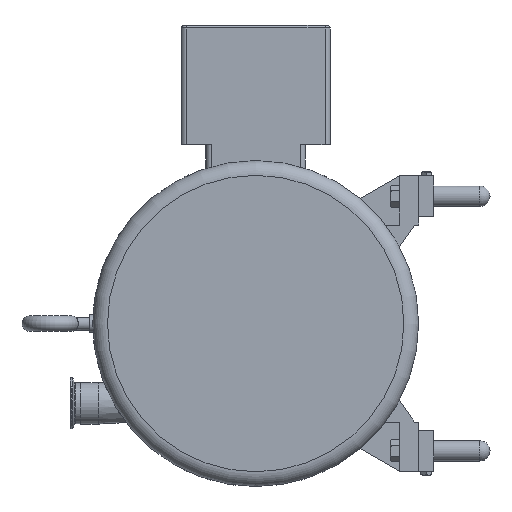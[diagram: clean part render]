
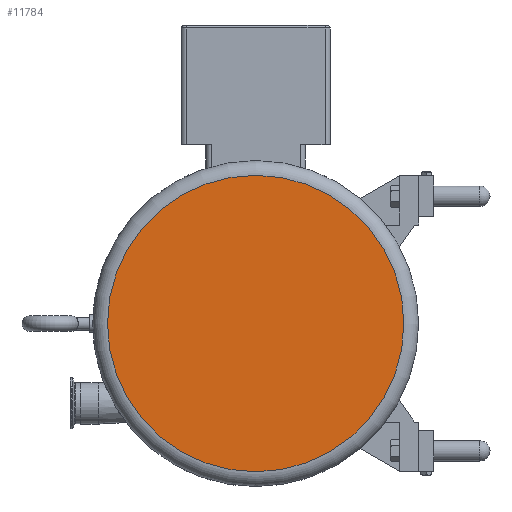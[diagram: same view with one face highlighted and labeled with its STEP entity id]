
A CAD part, left-side view. The second image highlights one B-rep face of the part: STEP entity #11784.
In plain terms, the highlighted planar face has unit normal (-1, 0, 0).
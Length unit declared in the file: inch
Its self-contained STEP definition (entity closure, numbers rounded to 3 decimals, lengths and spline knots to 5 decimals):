
#2143=PLANE('',#12713);
#2679=FACE_OUTER_BOUND('',#3354,.T.);
#3354=EDGE_LOOP('',(#9311,#9312));
#3898=CIRCLE('',#12710,7.274);
#3899=CIRCLE('',#12711,7.274);
#5179=VERTEX_POINT('',#21366);
#5180=VERTEX_POINT('',#21368);
#6695=EDGE_CURVE('',#5179,#5180,#3898,.T.);
#6696=EDGE_CURVE('',#5180,#5179,#3899,.T.);
#9311=ORIENTED_EDGE('',*,*,#6696,.F.);
#9312=ORIENTED_EDGE('',*,*,#6695,.F.);
#11784=ADVANCED_FACE('',(#2679),#2143,.T.);
#12710=AXIS2_PLACEMENT_3D('',#21369,#15018,#15019);
#12711=AXIS2_PLACEMENT_3D('',#21370,#15020,#15021);
#12713=AXIS2_PLACEMENT_3D('',#21372,#15024,#15025);
#15018=DIRECTION('center_axis',(1.,0.,0.));
#15019=DIRECTION('ref_axis',(0.,0.,
1.));
#15020=DIRECTION('center_axis',(1.,0.,0.));
#15021=DIRECTION('ref_axis',(0.,0.,
1.));
#15024=DIRECTION('center_axis',(-1.,0.,0.));
#15025=DIRECTION('ref_axis',(0.,1.,0.));
#21366=CARTESIAN_POINT('',(-30.896,7.274,0.));
#21368=CARTESIAN_POINT('',(-30.896,0.,-7.274));
#21369=CARTESIAN_POINT('Origin',(-30.896,0.,0.));
#21370=CARTESIAN_POINT('Origin',(-30.896,0.,0.));
#21372=CARTESIAN_POINT('Origin',(-30.896,0.,-8.));
